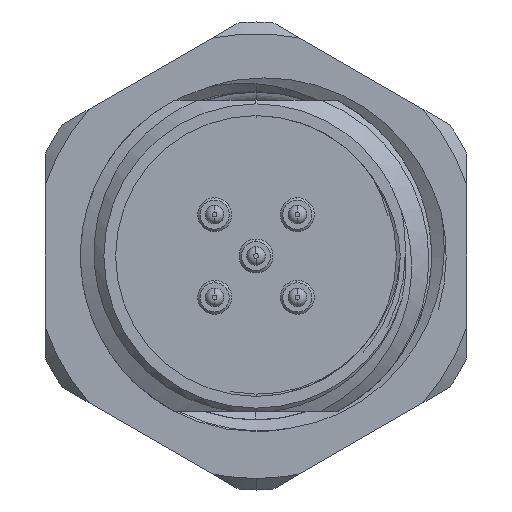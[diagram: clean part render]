
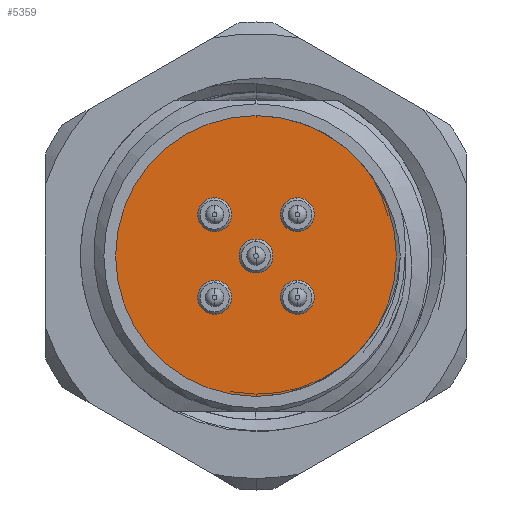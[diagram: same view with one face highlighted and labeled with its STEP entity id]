
A CAD part, left-side view. The second image highlights one B-rep face of the part: STEP entity #5359.
In plain terms, the highlighted planar face has unit normal (-1, 0, 0).
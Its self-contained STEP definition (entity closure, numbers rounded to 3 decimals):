
#56 = EDGE_LOOP ( 'NONE', ( #10785, #7121 ) ) ;
#84 = CARTESIAN_POINT ( 'NONE',  ( -13., 1.768, -1.768 ) ) ;
#110 = EDGE_CURVE ( 'NONE', #2761, #6484, #6972, .T. ) ;
#269 = FACE_BOUND ( 'NONE', #56, .T. ) ;
#367 = DIRECTION ( 'NONE',  ( 0., -1., 0. ) ) ;
#402 = CARTESIAN_POINT ( 'NONE',  ( -13., -0.7, 0. ) ) ;
#608 = ORIENTED_EDGE ( 'NONE', *, *, #110, .F. ) ;
#659 = DIRECTION ( 'NONE',  ( -1., 0., 0. ) ) ;
#839 = CARTESIAN_POINT ( 'NONE',  ( -13., 0., 0. ) ) ;
#847 = CIRCLE ( 'NONE', #6106, 0.7 ) ;
#853 = ORIENTED_EDGE ( 'NONE', *, *, #4035, .F. ) ;
#1082 = DIRECTION ( 'NONE',  ( -1., 0., 0. ) ) ;
#1240 = AXIS2_PLACEMENT_3D ( 'NONE', #2267, #5102, #8985 ) ;
#1433 = EDGE_CURVE ( 'NONE', #1807, #12118, #10235, .T. ) ;
#1470 = CARTESIAN_POINT ( 'NONE',  ( -13., -2.468, 1.768 ) ) ;
#1472 = AXIS2_PLACEMENT_3D ( 'NONE', #3869, #5829, #7745 ) ;
#1530 = CARTESIAN_POINT ( 'NONE',  ( -13., 2.468, -1.768 ) ) ;
#1807 = VERTEX_POINT ( 'NONE', #12035 ) ;
#1974 = VERTEX_POINT ( 'NONE', #7340 ) ;
#2036 = AXIS2_PLACEMENT_3D ( 'NONE', #8388, #11293, #3379 ) ;
#2043 = CIRCLE ( 'NONE', #11952, 6. ) ;
#2098 = CARTESIAN_POINT ( 'NONE',  ( -13., 1.768, 1.768 ) ) ;
#2102 = FACE_BOUND ( 'NONE', #12362, .T. ) ;
#2132 = EDGE_CURVE ( 'NONE', #7731, #3359, #10347, .T. ) ;
#2149 = EDGE_LOOP ( 'NONE', ( #9427, #2633 ) ) ;
#2165 = DIRECTION ( 'NONE',  ( 0., -1., 0. ) ) ;
#2208 = EDGE_CURVE ( 'NONE', #6484, #2761, #12372, .T. ) ;
#2267 = CARTESIAN_POINT ( 'NONE',  ( -13., -1.768, -1.768 ) ) ;
#2294 = DIRECTION ( 'NONE',  ( -1., 0., 0. ) ) ;
#2431 = DIRECTION ( 'NONE',  ( 0., -1., 0. ) ) ;
#2451 = CIRCLE ( 'NONE', #12353, 0.7 ) ;
#2633 = ORIENTED_EDGE ( 'NONE', *, *, #1433, .F. ) ;
#2723 = CIRCLE ( 'NONE', #9414, 0.7 ) ;
#2759 = VERTEX_POINT ( 'NONE', #3237 ) ;
#2761 = VERTEX_POINT ( 'NONE', #1470 ) ;
#2893 = AXIS2_PLACEMENT_3D ( 'NONE', #6710, #5947, #11788 ) ;
#2910 = DIRECTION ( 'NONE',  ( 0., -1., 0. ) ) ;
#2941 = AXIS2_PLACEMENT_3D ( 'NONE', #3790, #11588, #2910 ) ;
#3237 = CARTESIAN_POINT ( 'NONE',  ( -13., 1.068, 1.768 ) ) ;
#3251 = CIRCLE ( 'NONE', #2036, 6. ) ;
#3359 = VERTEX_POINT ( 'NONE', #7261 ) ;
#3379 = DIRECTION ( 'NONE',  ( 0., 1., 0. ) ) ;
#3409 = DIRECTION ( 'NONE',  ( 0., -1., 0. ) ) ;
#3432 = ORIENTED_EDGE ( 'NONE', *, *, #4926, .F. ) ;
#3588 = VERTEX_POINT ( 'NONE', #9853 ) ;
#3681 = DIRECTION ( 'NONE',  ( 0., -1., 0. ) ) ;
#3752 = DIRECTION ( 'NONE',  ( -1., 0., 0. ) ) ;
#3762 = ORIENTED_EDGE ( 'NONE', *, *, #10029, .F. ) ;
#3790 = CARTESIAN_POINT ( 'NONE',  ( -13., 0., 0. ) ) ;
#3830 = CARTESIAN_POINT ( 'NONE',  ( -13., 2.468, 1.768 ) ) ;
#3869 = CARTESIAN_POINT ( 'NONE',  ( -13., 1.768, 1.768 ) ) ;
#3944 = DIRECTION ( 'NONE',  ( 0., -1., 0. ) ) ;
#4035 = EDGE_CURVE ( 'NONE', #2759, #6937, #6928, .T. ) ;
#4070 = CIRCLE ( 'NONE', #5677, 0.7 ) ;
#4199 = EDGE_CURVE ( 'NONE', #12118, #1807, #847, .T. ) ;
#4252 = DIRECTION ( 'NONE',  ( -1., 0., 0. ) ) ;
#4357 = CARTESIAN_POINT ( 'NONE',  ( -13., -1.768, -1.768 ) ) ;
#4711 = DIRECTION ( 'NONE',  ( 0., 1., 0. ) ) ;
#4926 = EDGE_CURVE ( 'NONE', #6937, #2759, #11586, .T. ) ;
#5102 = DIRECTION ( 'NONE',  ( -1., 0., 0. ) ) ;
#5245 = CARTESIAN_POINT ( 'NONE',  ( -13., 6., 0. ) ) ;
#5359 = ADVANCED_FACE ( 'NONE', ( #2102, #10584, #11528, #269, #6901, #10766 ), #5760, .T. ) ;
#5661 = CARTESIAN_POINT ( 'NONE',  ( -13., 0., 0. ) ) ;
#5677 = AXIS2_PLACEMENT_3D ( 'NONE', #10033, #4252, #2431 ) ;
#5760 = PLANE ( 'NONE',  #2893 ) ;
#5829 = DIRECTION ( 'NONE',  ( -1., 0., 0. ) ) ;
#5833 = VERTEX_POINT ( 'NONE', #5245 ) ;
#5947 = DIRECTION ( 'NONE',  ( -1., 0., 0. ) ) ;
#5989 = CARTESIAN_POINT ( 'NONE',  ( -13., -1.768, 1.768 ) ) ;
#6106 = AXIS2_PLACEMENT_3D ( 'NONE', #839, #3752, #3944 ) ;
#6467 = ORIENTED_EDGE ( 'NONE', *, *, #10246, .F. ) ;
#6484 = VERTEX_POINT ( 'NONE', #12030 ) ;
#6710 = CARTESIAN_POINT ( 'NONE',  ( -13., 0., 0. ) ) ;
#6901 = FACE_BOUND ( 'NONE', #8457, .T. ) ;
#6928 = CIRCLE ( 'NONE', #1472, 0.7 ) ;
#6937 = VERTEX_POINT ( 'NONE', #3830 ) ;
#6972 = CIRCLE ( 'NONE', #12068, 0.7 ) ;
#7121 = ORIENTED_EDGE ( 'NONE', *, *, #7718, .F. ) ;
#7261 = CARTESIAN_POINT ( 'NONE',  ( -13., -1.068, -1.768 ) ) ;
#7340 = CARTESIAN_POINT ( 'NONE',  ( -13., -6., 0. ) ) ;
#7407 = EDGE_LOOP ( 'NONE', ( #3762, #8274 ) ) ;
#7629 = ORIENTED_EDGE ( 'NONE', *, *, #12020, .F. ) ;
#7718 = EDGE_CURVE ( 'NONE', #3359, #7731, #2723, .T. ) ;
#7731 = VERTEX_POINT ( 'NONE', #11140 ) ;
#7745 = DIRECTION ( 'NONE',  ( 0., -1., 0. ) ) ;
#7927 = DIRECTION ( 'NONE',  ( 0., -1., 0. ) ) ;
#8274 = ORIENTED_EDGE ( 'NONE', *, *, #11314, .F. ) ;
#8388 = CARTESIAN_POINT ( 'NONE',  ( -13., 0., 0. ) ) ;
#8457 = EDGE_LOOP ( 'NONE', ( #608, #9065 ) ) ;
#8522 = AXIS2_PLACEMENT_3D ( 'NONE', #5989, #9921, #367 ) ;
#8736 = EDGE_LOOP ( 'NONE', ( #853, #3432 ) ) ;
#8985 = DIRECTION ( 'NONE',  ( 0., -1., 0. ) ) ;
#9065 = ORIENTED_EDGE ( 'NONE', *, *, #2208, .F. ) ;
#9372 = AXIS2_PLACEMENT_3D ( 'NONE', #2098, #1082, #2165 ) ;
#9414 = AXIS2_PLACEMENT_3D ( 'NONE', #4357, #12094, #3409 ) ;
#9427 = ORIENTED_EDGE ( 'NONE', *, *, #4199, .F. ) ;
#9548 = DIRECTION ( 'NONE',  ( 1., 0., 0. ) ) ;
#9853 = CARTESIAN_POINT ( 'NONE',  ( -13., 1.068, -1.768 ) ) ;
#9921 = DIRECTION ( 'NONE',  ( -1., 0., 0. ) ) ;
#10029 = EDGE_CURVE ( 'NONE', #5833, #1974, #3251, .T. ) ;
#10033 = CARTESIAN_POINT ( 'NONE',  ( -13., 1.768, -1.768 ) ) ;
#10235 = CIRCLE ( 'NONE', #2941, 0.7 ) ;
#10246 = EDGE_CURVE ( 'NONE', #10547, #3588, #2451, .T. ) ;
#10347 = CIRCLE ( 'NONE', #1240, 0.7 ) ;
#10547 = VERTEX_POINT ( 'NONE', #1530 ) ;
#10584 = FACE_BOUND ( 'NONE', #8736, .T. ) ;
#10766 = FACE_OUTER_BOUND ( 'NONE', #7407, .T. ) ;
#10785 = ORIENTED_EDGE ( 'NONE', *, *, #2132, .F. ) ;
#11140 = CARTESIAN_POINT ( 'NONE',  ( -13., -2.468, -1.768 ) ) ;
#11293 = DIRECTION ( 'NONE',  ( 1., 0., 0. ) ) ;
#11294 = CARTESIAN_POINT ( 'NONE',  ( -13., -1.768, 1.768 ) ) ;
#11314 = EDGE_CURVE ( 'NONE', #1974, #5833, #2043, .T. ) ;
#11528 = FACE_BOUND ( 'NONE', #2149, .T. ) ;
#11586 = CIRCLE ( 'NONE', #9372, 0.7 ) ;
#11588 = DIRECTION ( 'NONE',  ( -1., 0., 0. ) ) ;
#11788 = DIRECTION ( 'NONE',  ( 0., -1., 0. ) ) ;
#11952 = AXIS2_PLACEMENT_3D ( 'NONE', #5661, #9548, #4711 ) ;
#12020 = EDGE_CURVE ( 'NONE', #3588, #10547, #4070, .T. ) ;
#12030 = CARTESIAN_POINT ( 'NONE',  ( -13., -1.068, 1.768 ) ) ;
#12035 = CARTESIAN_POINT ( 'NONE',  ( -13., 0.7, 0. ) ) ;
#12068 = AXIS2_PLACEMENT_3D ( 'NONE', #11294, #659, #3681 ) ;
#12094 = DIRECTION ( 'NONE',  ( -1., 0., 0. ) ) ;
#12118 = VERTEX_POINT ( 'NONE', #402 ) ;
#12353 = AXIS2_PLACEMENT_3D ( 'NONE', #84, #2294, #7927 ) ;
#12362 = EDGE_LOOP ( 'NONE', ( #7629, #6467 ) ) ;
#12372 = CIRCLE ( 'NONE', #8522, 0.7 ) ;
